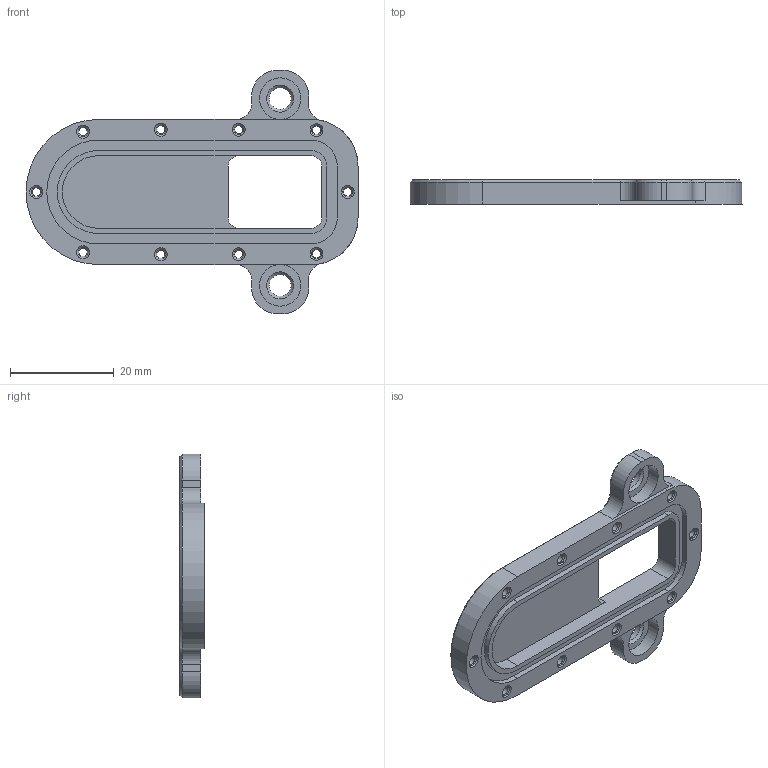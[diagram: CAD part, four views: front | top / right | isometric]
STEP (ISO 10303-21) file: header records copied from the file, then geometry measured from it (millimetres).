
FILE_DESCRIPTION(/* description */ (''),/* implementation_level */ '2;1');
FILE_NAME(/* name */ 'ACWA-0133-CAPTEUR_ARRIERE.step',/* time_stamp */ '2024-04-15T11:35:25+02:00',/* author */ (''),/* organization */ (''),/* preprocessor_version */ 'ST-DEVELOPER v20',/* originating_system */ 'Autodesk Translation Framework v12.20.1.177',/* authorisation */ '');
FILE_SCHEMA (('AUTOMOTIVE_DESIGN { 1 0 10303 214 3 1 1 }'));
Length unit declared in the file: millimetre
Products named in the file (1): ACWA-0133
Bounding box: 64 x 4.7 x 47 mm (x, y, z)
Volume: 5312.6 mm3; surface area: 5537.6 mm2
Topology: 1 solids, 11 shells, 124 faces, 321 edges, 203 vertices
Faces by surface type: cylinder 54, plane 47, cone 23
Full cylindrical faces by diameter (mm): 1.6 x10, 2 x10, 4.2 x2, 8 x2
Entity records: 3909 total; most frequent: DIRECTION 707, CARTESIAN_POINT 649, ORIENTED_EDGE 622, EDGE_CURVE 321, AXIS2_PLACEMENT_3D 261, VERTEX_POINT 203, LINE 185, VECTOR 185
